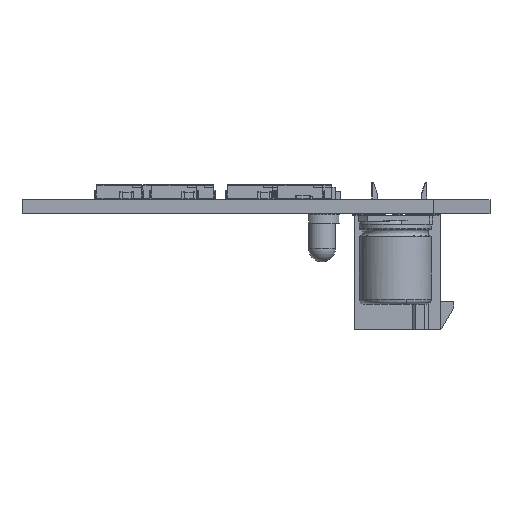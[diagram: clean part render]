
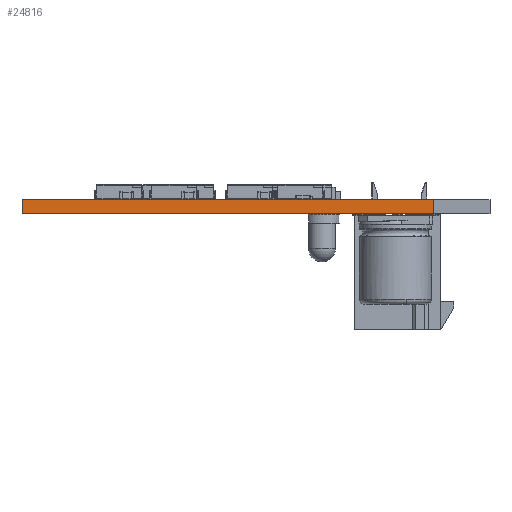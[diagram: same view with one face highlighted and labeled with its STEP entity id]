
A CAD part, front view. The second image highlights one B-rep face of the part: STEP entity #24816.
In plain terms, the highlighted planar face has unit normal (0, -1, 0).
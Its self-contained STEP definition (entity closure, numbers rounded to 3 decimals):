
#23146 = PLANE('',#23147);
#23147 = AXIS2_PLACEMENT_3D('',#23148,#23149,#23150);
#23148 = CARTESIAN_POINT('',(139.056,-101.61,1.58));
#23149 = DIRECTION('',(-0.,-0.,-1.));
#23150 = DIRECTION('',(-1.,0.,0.));
#23200 = PLANE('',#23201);
#23201 = AXIS2_PLACEMENT_3D('',#23202,#23203,#23204);
#23202 = CARTESIAN_POINT('',(139.056,-101.61,0.));
#23203 = DIRECTION('',(-0.,-0.,-1.));
#23204 = DIRECTION('',(-1.,0.,0.));
#23331 = PLANE('',#23332);
#23332 = AXIS2_PLACEMENT_3D('',#23333,#23334,#23335);
#23333 = CARTESIAN_POINT('',(165.202,-113.589,0.));
#23334 = DIRECTION('',(0.81,-0.587,0.));
#23335 = DIRECTION('',(-0.587,-0.81,0.));
#23370 = VERTEX_POINT('',#23371);
#23371 = CARTESIAN_POINT('',(158.902,-122.276,0.));
#23392 = EDGE_CURVE('',#23370,#23393,#23395,.T.);
#23393 = VERTEX_POINT('',#23394);
#23394 = CARTESIAN_POINT('',(113.132,-122.276,0.));
#23395 = SURFACE_CURVE('',#23396,(#23400,#23407),.PCURVE_S1.);
#23396 = LINE('',#23397,#23398);
#23397 = CARTESIAN_POINT('',(158.902,-122.276,0.));
#23398 = VECTOR('',#23399,1.);
#23399 = DIRECTION('',(-1.,0.,0.));
#23400 = PCURVE('',#23200,#23401);
#23401 = DEFINITIONAL_REPRESENTATION('',(#23402),#23406);
#23402 = LINE('',#23403,#23404);
#23403 = CARTESIAN_POINT('',(-19.846,-20.666));
#23404 = VECTOR('',#23405,1.);
#23405 = DIRECTION('',(1.,0.));
#23406 = ( GEOMETRIC_REPRESENTATION_CONTEXT(2) 
PARAMETRIC_REPRESENTATION_CONTEXT() REPRESENTATION_CONTEXT('2D SPACE',''
  ) );
#23407 = PCURVE('',#23408,#23413);
#23408 = PLANE('',#23409);
#23409 = AXIS2_PLACEMENT_3D('',#23410,#23411,#23412);
#23410 = CARTESIAN_POINT('',(158.902,-122.276,0.));
#23411 = DIRECTION('',(0.,-1.,0.));
#23412 = DIRECTION('',(-1.,0.,0.));
#23413 = DEFINITIONAL_REPRESENTATION('',(#23414),#23418);
#23414 = LINE('',#23415,#23416);
#23415 = CARTESIAN_POINT('',(0.,-0.));
#23416 = VECTOR('',#23417,1.);
#23417 = DIRECTION('',(1.,0.));
#23418 = ( GEOMETRIC_REPRESENTATION_CONTEXT(2) 
PARAMETRIC_REPRESENTATION_CONTEXT() REPRESENTATION_CONTEXT('2D SPACE',''
  ) );
#23436 = PLANE('',#23437);
#23437 = AXIS2_PLACEMENT_3D('',#23438,#23439,#23440);
#23438 = CARTESIAN_POINT('',(113.132,-122.276,0.));
#23439 = DIRECTION('',(-1.,0.,0.));
#23440 = DIRECTION('',(0.,1.,0.));
#24106 = VERTEX_POINT('',#24107);
#24107 = CARTESIAN_POINT('',(158.902,-122.276,1.58));
#24128 = EDGE_CURVE('',#24106,#24129,#24131,.T.);
#24129 = VERTEX_POINT('',#24130);
#24130 = CARTESIAN_POINT('',(113.132,-122.276,1.58));
#24131 = SURFACE_CURVE('',#24132,(#24136,#24143),.PCURVE_S1.);
#24132 = LINE('',#24133,#24134);
#24133 = CARTESIAN_POINT('',(158.902,-122.276,1.58));
#24134 = VECTOR('',#24135,1.);
#24135 = DIRECTION('',(-1.,0.,0.));
#24136 = PCURVE('',#23146,#24137);
#24137 = DEFINITIONAL_REPRESENTATION('',(#24138),#24142);
#24138 = LINE('',#24139,#24140);
#24139 = CARTESIAN_POINT('',(-19.846,-20.666));
#24140 = VECTOR('',#24141,1.);
#24141 = DIRECTION('',(1.,0.));
#24142 = ( GEOMETRIC_REPRESENTATION_CONTEXT(2) 
PARAMETRIC_REPRESENTATION_CONTEXT() REPRESENTATION_CONTEXT('2D SPACE',''
  ) );
#24143 = PCURVE('',#23408,#24144);
#24144 = DEFINITIONAL_REPRESENTATION('',(#24145),#24149);
#24145 = LINE('',#24146,#24147);
#24146 = CARTESIAN_POINT('',(0.,-1.58));
#24147 = VECTOR('',#24148,1.);
#24148 = DIRECTION('',(1.,0.));
#24149 = ( GEOMETRIC_REPRESENTATION_CONTEXT(2) 
PARAMETRIC_REPRESENTATION_CONTEXT() REPRESENTATION_CONTEXT('2D SPACE',''
  ) );
#24768 = EDGE_CURVE('',#23370,#24106,#24769,.T.);
#24769 = SURFACE_CURVE('',#24770,(#24774,#24781),.PCURVE_S1.);
#24770 = LINE('',#24771,#24772);
#24771 = CARTESIAN_POINT('',(158.902,-122.276,0.));
#24772 = VECTOR('',#24773,1.);
#24773 = DIRECTION('',(0.,0.,1.));
#24774 = PCURVE('',#23331,#24775);
#24775 = DEFINITIONAL_REPRESENTATION('',(#24776),#24780);
#24776 = LINE('',#24777,#24778);
#24777 = CARTESIAN_POINT('',(10.73,0.));
#24778 = VECTOR('',#24779,1.);
#24779 = DIRECTION('',(0.,-1.));
#24780 = ( GEOMETRIC_REPRESENTATION_CONTEXT(2) 
PARAMETRIC_REPRESENTATION_CONTEXT() REPRESENTATION_CONTEXT('2D SPACE',''
  ) );
#24781 = PCURVE('',#23408,#24782);
#24782 = DEFINITIONAL_REPRESENTATION('',(#24783),#24787);
#24783 = LINE('',#24784,#24785);
#24784 = CARTESIAN_POINT('',(0.,-0.));
#24785 = VECTOR('',#24786,1.);
#24786 = DIRECTION('',(0.,-1.));
#24787 = ( GEOMETRIC_REPRESENTATION_CONTEXT(2) 
PARAMETRIC_REPRESENTATION_CONTEXT() REPRESENTATION_CONTEXT('2D SPACE',''
  ) );
#24793 = EDGE_CURVE('',#23393,#24129,#24794,.T.);
#24794 = SURFACE_CURVE('',#24795,(#24799,#24806),.PCURVE_S1.);
#24795 = LINE('',#24796,#24797);
#24796 = CARTESIAN_POINT('',(113.132,-122.276,0.));
#24797 = VECTOR('',#24798,1.);
#24798 = DIRECTION('',(0.,0.,1.));
#24799 = PCURVE('',#23436,#24800);
#24800 = DEFINITIONAL_REPRESENTATION('',(#24801),#24805);
#24801 = LINE('',#24802,#24803);
#24802 = CARTESIAN_POINT('',(0.,0.));
#24803 = VECTOR('',#24804,1.);
#24804 = DIRECTION('',(0.,-1.));
#24805 = ( GEOMETRIC_REPRESENTATION_CONTEXT(2) 
PARAMETRIC_REPRESENTATION_CONTEXT() REPRESENTATION_CONTEXT('2D SPACE',''
  ) );
#24806 = PCURVE('',#23408,#24807);
#24807 = DEFINITIONAL_REPRESENTATION('',(#24808),#24812);
#24808 = LINE('',#24809,#24810);
#24809 = CARTESIAN_POINT('',(45.771,0.));
#24810 = VECTOR('',#24811,1.);
#24811 = DIRECTION('',(0.,-1.));
#24812 = ( GEOMETRIC_REPRESENTATION_CONTEXT(2) 
PARAMETRIC_REPRESENTATION_CONTEXT() REPRESENTATION_CONTEXT('2D SPACE',''
  ) );
#24816 = ADVANCED_FACE('',(#24817),#23408,.T.);
#24817 = FACE_BOUND('',#24818,.T.);
#24818 = EDGE_LOOP('',(#24819,#24820,#24821,#24822));
#24819 = ORIENTED_EDGE('',*,*,#24768,.T.);
#24820 = ORIENTED_EDGE('',*,*,#24128,.T.);
#24821 = ORIENTED_EDGE('',*,*,#24793,.F.);
#24822 = ORIENTED_EDGE('',*,*,#23392,.F.);
